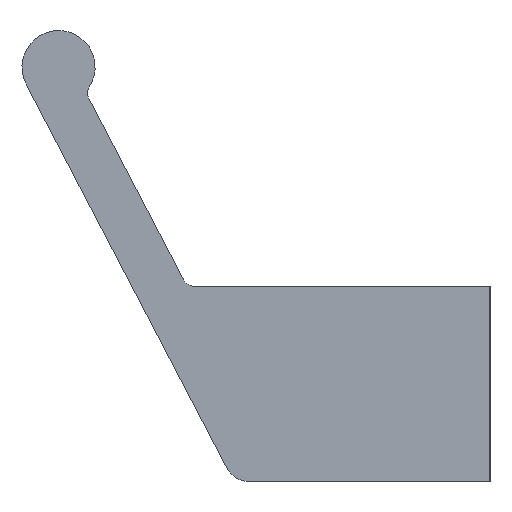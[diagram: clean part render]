
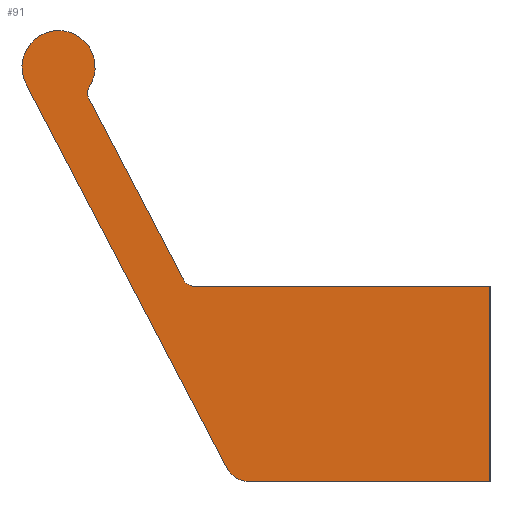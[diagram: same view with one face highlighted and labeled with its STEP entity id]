
A CAD part, left-side view. The second image highlights one B-rep face of the part: STEP entity #91.
In plain terms, the highlighted planar face has unit normal (-1, 0, 0).
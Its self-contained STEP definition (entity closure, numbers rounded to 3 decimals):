
#1 = ORIENTED_EDGE ( 'NONE', *, *, #374, .F. ) ;
#4 = VERTEX_POINT ( 'NONE', #621 ) ;
#14 = VECTOR ( 'NONE', #507, 1000. ) ;
#23 = CARTESIAN_POINT ( 'NONE',  ( -122., 12.128, 4.5 ) ) ;
#29 = DIRECTION ( 'NONE',  ( 0., -1., 0. ) ) ;
#33 = CARTESIAN_POINT ( 'NONE',  ( -122., 0., 4. ) ) ;
#35 = CARTESIAN_POINT ( 'NONE',  ( -122., 9.9, -3. ) ) ;
#55 = VERTEX_POINT ( 'NONE', #294 ) ;
#61 = DIRECTION ( 'NONE',  ( 0., 0., -1. ) ) ;
#63 = DIRECTION ( 'NONE',  ( 1., 0., 0. ) ) ;
#65 = CARTESIAN_POINT ( 'NONE',  ( -122., 17.7, 14.5 ) ) ;
#68 = CIRCLE ( 'NONE', #423, 1. ) ;
#75 = DIRECTION ( 'NONE',  ( 0., 0., -1. ) ) ;
#90 = FACE_OUTER_BOUND ( 'NONE', #515, .T. ) ;
#91 = ADVANCED_FACE ( 'NONE', ( #90 ), #125, .F. ) ;
#101 = CARTESIAN_POINT ( 'NONE',  ( -122., 16.011, 11.928 ) ) ;
#110 = AXIS2_PLACEMENT_3D ( 'NONE', #101, #196, #309 ) ;
#123 = CARTESIAN_POINT ( 'NONE',  ( -122., 17.7, 13. ) ) ;
#125 = PLANE ( 'NONE',  #155 ) ;
#143 = VERTEX_POINT ( 'NONE', #549 ) ;
#149 = VERTEX_POINT ( 'NONE', #194 ) ;
#155 = AXIS2_PLACEMENT_3D ( 'NONE', #35, #338, #558 ) ;
#172 = CIRCLE ( 'NONE', #326, 1.5 ) ;
#178 = DIRECTION ( 'NONE',  ( 0., -0.463, -0.886 ) ) ;
#179 = CARTESIAN_POINT ( 'NONE',  ( -122., 12.128, 4. ) ) ;
#183 = LINE ( 'NONE', #283, #534 ) ;
#186 = CARTESIAN_POINT ( 'NONE',  ( -122., 12.571, 4.268 ) ) ;
#188 = VERTEX_POINT ( 'NONE', #395 ) ;
#194 = CARTESIAN_POINT ( 'NONE',  ( -122., 19.029, 12.305 ) ) ;
#196 = DIRECTION ( 'NONE',  ( -1., 0., 0. ) ) ;
#197 = ORIENTED_EDGE ( 'NONE', *, *, #583, .F. ) ;
#207 = CIRCLE ( 'NONE', #591, 1.5 ) ;
#209 = EDGE_CURVE ( 'NONE', #565, #143, #601, .T. ) ;
#228 = CARTESIAN_POINT ( 'NONE',  ( -122., 17.7, 13. ) ) ;
#238 = AXIS2_PLACEMENT_3D ( 'NONE', #23, #244, #650 ) ;
#244 = DIRECTION ( 'NONE',  ( -1., 0., 0. ) ) ;
#261 = ORIENTED_EDGE ( 'NONE', *, *, #587, .F. ) ;
#262 = CARTESIAN_POINT ( 'NONE',  ( -122., 10.786, -3.463 ) ) ;
#273 = EDGE_CURVE ( 'NONE', #188, #602, #68, .T. ) ;
#278 = VERTEX_POINT ( 'NONE', #65 ) ;
#283 = CARTESIAN_POINT ( 'NONE',  ( -122., 16.454, 11.697 ) ) ;
#293 = ORIENTED_EDGE ( 'NONE', *, *, #572, .F. ) ;
#294 = CARTESIAN_POINT ( 'NONE',  ( -122., 16.434, 12.196 ) ) ;
#306 = ORIENTED_EDGE ( 'NONE', *, *, #345, .F. ) ;
#309 = DIRECTION ( 'NONE',  ( 0., 0., 1. ) ) ;
#311 = VECTOR ( 'NONE', #29, 1000. ) ;
#316 = ORIENTED_EDGE ( 'NONE', *, *, #273, .F. ) ;
#320 = CARTESIAN_POINT ( 'NONE',  ( -122., 9.9, -3. ) ) ;
#326 = AXIS2_PLACEMENT_3D ( 'NONE', #228, #63, #643 ) ;
#332 = DIRECTION ( 'NONE',  ( 1., 0., 0. ) ) ;
#338 = DIRECTION ( 'NONE',  ( 1., 0., 0. ) ) ;
#345 = EDGE_CURVE ( 'NONE', #602, #149, #635, .T. ) ;
#349 = ORIENTED_EDGE ( 'NONE', *, *, #555, .F. ) ;
#374 = EDGE_CURVE ( 'NONE', #278, #55, #172, .T. ) ;
#379 = DIRECTION ( 'NONE',  ( 1., 0., 0. ) ) ;
#386 = VECTOR ( 'NONE', #433, 1000. ) ;
#395 = CARTESIAN_POINT ( 'NONE',  ( -122., 9.9, -4. ) ) ;
#404 = LINE ( 'NONE', #535, #14 ) ;
#416 = CIRCLE ( 'NONE', #110, 0.5 ) ;
#423 = AXIS2_PLACEMENT_3D ( 'NONE', #320, #379, #61 ) ;
#433 = DIRECTION ( 'NONE',  ( 0., 0.463, 0.886 ) ) ;
#443 = LINE ( 'NONE', #33, #589 ) ;
#448 = CARTESIAN_POINT ( 'NONE',  ( -122., 0., -4. ) ) ;
#457 = ORIENTED_EDGE ( 'NONE', *, *, #596, .F. ) ;
#482 = CARTESIAN_POINT ( 'NONE',  ( -122., 10.786, -3.463 ) ) ;
#493 = DIRECTION ( 'NONE',  ( 0., 0., -1. ) ) ;
#503 = VERTEX_POINT ( 'NONE', #186 ) ;
#507 = DIRECTION ( 'NONE',  ( 0., 1., 0. ) ) ;
#512 = ORIENTED_EDGE ( 'NONE', *, *, #674, .F. ) ;
#515 = EDGE_LOOP ( 'NONE', ( #457, #197, #665, #261, #293, #512, #1, #349, #306, #316 ) ) ;
#529 = VERTEX_POINT ( 'NONE', #448 ) ;
#534 = VECTOR ( 'NONE', #178, 1000. ) ;
#535 = CARTESIAN_POINT ( 'NONE',  ( -122., 0., -4. ) ) ;
#542 = CIRCLE ( 'NONE', #238, 0.5 ) ;
#546 = CARTESIAN_POINT ( 'NONE',  ( -122., 12.128, 4. ) ) ;
#549 = CARTESIAN_POINT ( 'NONE',  ( -122., 0., 4. ) ) ;
#555 = EDGE_CURVE ( 'NONE', #149, #278, #207, .T. ) ;
#558 = DIRECTION ( 'NONE',  ( 0., 0., -1. ) ) ;
#565 = VERTEX_POINT ( 'NONE', #546 ) ;
#572 = EDGE_CURVE ( 'NONE', #4, #503, #183, .T. ) ;
#583 = EDGE_CURVE ( 'NONE', #143, #529, #443, .T. ) ;
#587 = EDGE_CURVE ( 'NONE', #503, #565, #542, .T. ) ;
#589 = VECTOR ( 'NONE', #493, 1000. ) ;
#591 = AXIS2_PLACEMENT_3D ( 'NONE', #123, #332, #75 ) ;
#596 = EDGE_CURVE ( 'NONE', #529, #188, #404, .T. ) ;
#601 = LINE ( 'NONE', #179, #311 ) ;
#602 = VERTEX_POINT ( 'NONE', #262 ) ;
#621 = CARTESIAN_POINT ( 'NONE',  ( -122., 16.454, 11.697 ) ) ;
#635 = LINE ( 'NONE', #482, #386 ) ;
#643 = DIRECTION ( 'NONE',  ( 0., 0., -1. ) ) ;
#650 = DIRECTION ( 'NONE',  ( 0., 0., 1. ) ) ;
#665 = ORIENTED_EDGE ( 'NONE', *, *, #209, .F. ) ;
#674 = EDGE_CURVE ( 'NONE', #55, #4, #416, .T. ) ;
